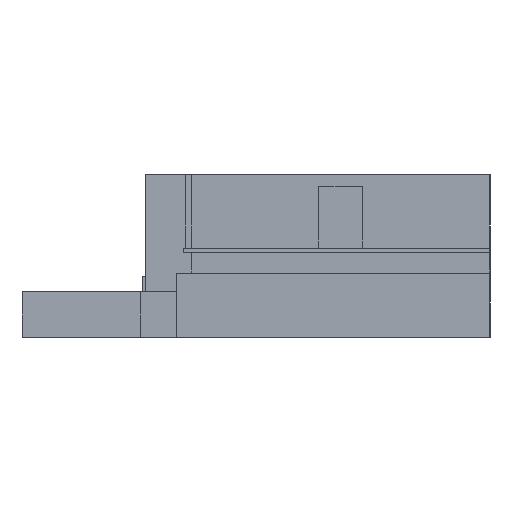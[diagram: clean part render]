
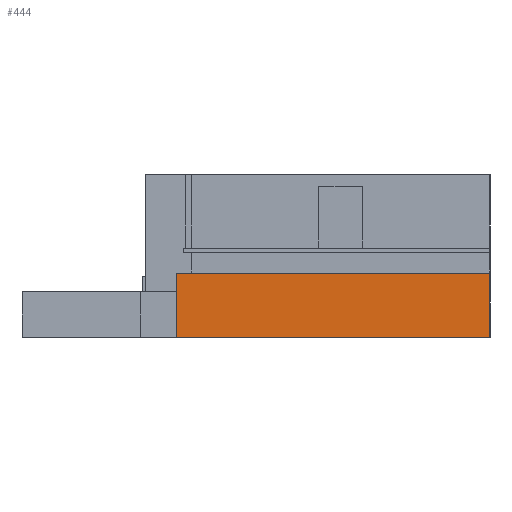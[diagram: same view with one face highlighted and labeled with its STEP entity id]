
A CAD part, left-side view. The second image highlights one B-rep face of the part: STEP entity #444.
In plain terms, the highlighted planar face has unit normal (-1, 0, 0).
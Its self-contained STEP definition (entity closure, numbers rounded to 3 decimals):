
#444=ADVANCED_FACE('',(#3535),#3537,.T.);
#3535=FACE_BOUND('',#3536,.T.);
#3536=EDGE_LOOP('',(#7864,#7865,#7866,#7867));
#3537=PLANE('',#3538);
#3538=AXIS2_PLACEMENT_3D('',#3539,#3540,#3541);
#3539=CARTESIAN_POINT('',(-208.479,38.,0.));
#3540=DIRECTION('',(-1.,0.,0.));
#3541=DIRECTION('',(0.,-1.,0.));
#7864=ORIENTED_EDGE('',*,*,#11200,.T.);
#7865=ORIENTED_EDGE('',*,*,#10137,.T.);
#7866=ORIENTED_EDGE('',*,*,#11199,.F.);
#7867=ORIENTED_EDGE('',*,*,#11201,.F.);
#10137=EDGE_CURVE('',#12606,#12604,#12607,.T.);
#11199=EDGE_CURVE('',#14334,#12604,#14336,.T.);
#11200=EDGE_CURVE('',#14337,#12606,#14338,.T.);
#11201=EDGE_CURVE('',#14337,#14334,#14339,.T.);
#12604=VERTEX_POINT('',#16854);
#12606=VERTEX_POINT('',#16858);
#12607=LINE('',#16859,#16860);
#14334=VERTEX_POINT('',#20711);
#14336=LINE('',#20715,#20716);
#14337=VERTEX_POINT('',#20718);
#14338=LINE('',#20719,#20720);
#14339=LINE('',#20722,#20723);
#16854=CARTESIAN_POINT('',(-208.479,-71.,22.3));
#16858=CARTESIAN_POINT('',(-208.479,-71.,0.));
#16859=CARTESIAN_POINT('',(-208.479,-71.,0.));
#16860=VECTOR('',#16861,1.);
#16861=DIRECTION('',(0.,0.,1.));
#20711=CARTESIAN_POINT('',(-208.479,38.,22.3));
#20715=CARTESIAN_POINT('',(-208.479,38.,22.3));
#20716=VECTOR('',#20717,1.);
#20717=DIRECTION('',(0.,-1.,0.));
#20718=CARTESIAN_POINT('',(-208.479,38.,0.));
#20719=CARTESIAN_POINT('',(-208.479,38.,0.));
#20720=VECTOR('',#20721,1.);
#20721=DIRECTION('',(0.,-1.,0.));
#20722=CARTESIAN_POINT('',(-208.479,38.,0.));
#20723=VECTOR('',#20724,1.);
#20724=DIRECTION('',(0.,0.,1.));
